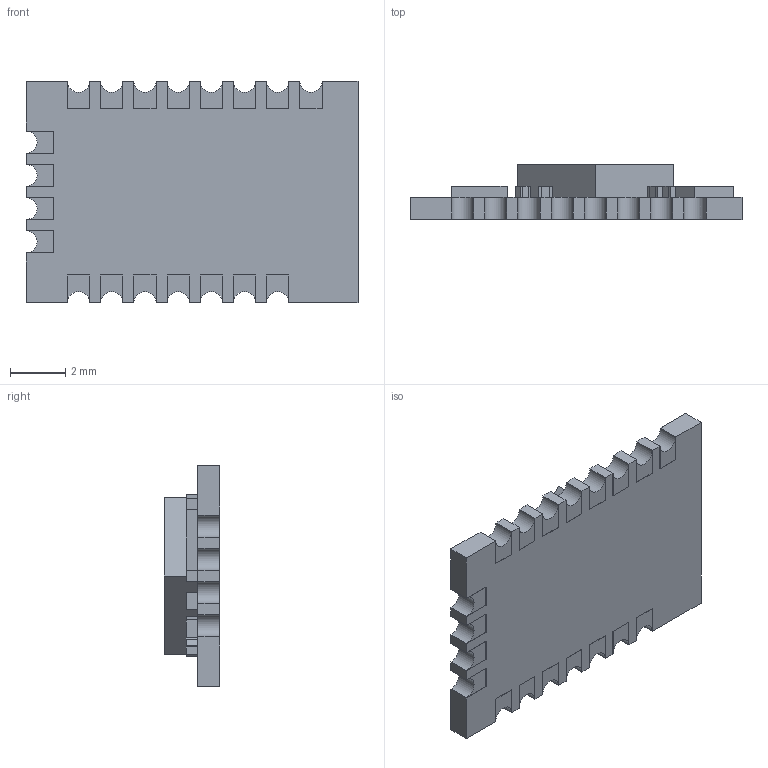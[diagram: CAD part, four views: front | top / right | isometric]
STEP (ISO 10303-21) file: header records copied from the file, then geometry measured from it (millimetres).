
FILE_DESCRIPTION(/* description */ ('Unknown'),/* implementation_level */ '2;1');
FILE_NAME(/* name */ '260905118xxx',/* time_stamp */ '2024-08-22T07:43:04+02:00',/* author */ ('Unknown'),/* organization */ ('Unknown'),/* preprocessor_version */ 'ST-DEVELOPER v19.4',/* originating_system */ 'Solid Edge',/* authorisation */ 'Unknown');
FILE_SCHEMA (('AUTOMOTIVE_DESIGN {1 0 10303 214 3 1 1}'));
Length unit declared in the file: millimetre
Products named in the file (2): 260905118xxx
Assembly tree (1 placements, depth 2):
  260905118xxx
    260905118xxx
Bounding box: 12 x 2 x 8 mm (x, y, z)
Volume: 97.1 mm3; surface area: 258.4 mm2
Topology: 1 solids, 1 shells, 365 faces, 994 edges, 646 vertices
Faces by surface type: plane 321, cylinder 44
Entity records: 13896 total; most frequent: CARTESIAN_POINT 2007, ORIENTED_EDGE 1988, DIRECTION 1816, EDGE_CURVE 994, LINE 906, VECTOR 906, VERTEX_POINT 646, AXIS2_PLACEMENT_3D 455
